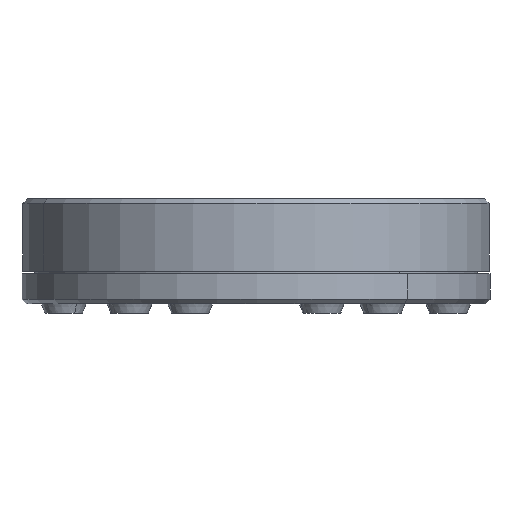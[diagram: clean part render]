
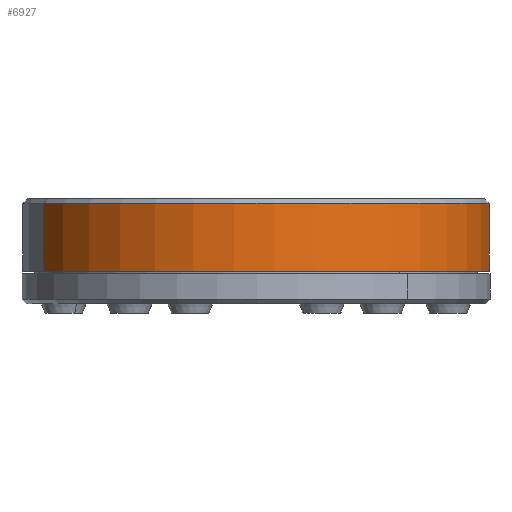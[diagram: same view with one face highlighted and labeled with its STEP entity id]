
A CAD part, front view. The second image highlights one B-rep face of the part: STEP entity #6927.
In plain terms, the highlighted cylindrical face has radius 100 mm (diameter 200 mm), a partial arc.
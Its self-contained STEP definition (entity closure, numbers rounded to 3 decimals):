
#3484 = VERTEX_POINT ( 'NONE', #72906 ) ;
#4927 = DIRECTION ( 'NONE',  ( 1., 0., 0. ) ) ;
#6927 = ADVANCED_FACE ( 'NONE', ( #21433 ), #10638, .T. ) ;
#9974 = CARTESIAN_POINT ( 'NONE',  ( -100., 0., 31. ) ) ;
#10514 = DIRECTION ( 'NONE',  ( 0., 0., 1. ) ) ;
#10638 = CYLINDRICAL_SURFACE ( 'NONE', #31229, 100. ) ;
#13241 = CIRCLE ( 'NONE', #54859, 100. ) ;
#16603 = LINE ( 'NONE', #67633, #57723 ) ;
#18323 = VECTOR ( 'NONE', #44198, 1000. ) ;
#20927 = CARTESIAN_POINT ( 'NONE',  ( 0., 0., 31. ) ) ;
#21433 = FACE_OUTER_BOUND ( 'NONE', #59699, .T. ) ;
#21786 = VERTEX_POINT ( 'NONE', #9974 ) ;
#22466 = CARTESIAN_POINT ( 'NONE',  ( 0., 0., 2. ) ) ;
#25358 = ORIENTED_EDGE ( 'NONE', *, *, #29897, .F. ) ;
#26651 = CARTESIAN_POINT ( 'NONE',  ( 0., 0., 31. ) ) ;
#29897 = EDGE_CURVE ( 'NONE', #21786, #70811, #13241, .T. ) ;
#31229 = AXIS2_PLACEMENT_3D ( 'NONE', #26651, #49770, #67250 ) ;
#36908 = ORIENTED_EDGE ( 'NONE', *, *, #44408, .T. ) ;
#38237 = DIRECTION ( 'NONE',  ( 0., 0., -1. ) ) ;
#40541 = EDGE_CURVE ( 'NONE', #21786, #57111, #65779, .T. ) ;
#44198 = DIRECTION ( 'NONE',  ( 0., 0., -1. ) ) ;
#44408 = EDGE_CURVE ( 'NONE', #57111, #3484, #55602, .T. ) ;
#48908 = ORIENTED_EDGE ( 'NONE', *, *, #40541, .T. ) ;
#49770 = DIRECTION ( 'NONE',  ( 0., 0., -1. ) ) ;
#50078 = DIRECTION ( 'NONE',  ( 1., 0., 0. ) ) ;
#50830 = AXIS2_PLACEMENT_3D ( 'NONE', #22466, #61967, #50078 ) ;
#54617 = CARTESIAN_POINT ( 'NONE',  ( -100., 0., 31. ) ) ;
#54859 = AXIS2_PLACEMENT_3D ( 'NONE', #20927, #10514, #4927 ) ;
#55602 = CIRCLE ( 'NONE', #50830, 100. ) ;
#57111 = VERTEX_POINT ( 'NONE', #62327 ) ;
#57723 = VECTOR ( 'NONE', #38237, 1000. ) ;
#59699 = EDGE_LOOP ( 'NONE', ( #61975, #25358, #48908, #36908 ) ) ;
#61967 = DIRECTION ( 'NONE',  ( 0., 0., 1. ) ) ;
#61975 = ORIENTED_EDGE ( 'NONE', *, *, #70609, .F. ) ;
#62327 = CARTESIAN_POINT ( 'NONE',  ( -100., 0., 2. ) ) ;
#63502 = CARTESIAN_POINT ( 'NONE',  ( 100., 0., 31. ) ) ;
#65779 = LINE ( 'NONE', #54617, #18323 ) ;
#67250 = DIRECTION ( 'NONE',  ( -1., 0., 0. ) ) ;
#67633 = CARTESIAN_POINT ( 'NONE',  ( 100., 0., 31. ) ) ;
#70609 = EDGE_CURVE ( 'NONE', #70811, #3484, #16603, .T. ) ;
#70811 = VERTEX_POINT ( 'NONE', #63502 ) ;
#72906 = CARTESIAN_POINT ( 'NONE',  ( 100., 0., 2. ) ) ;
